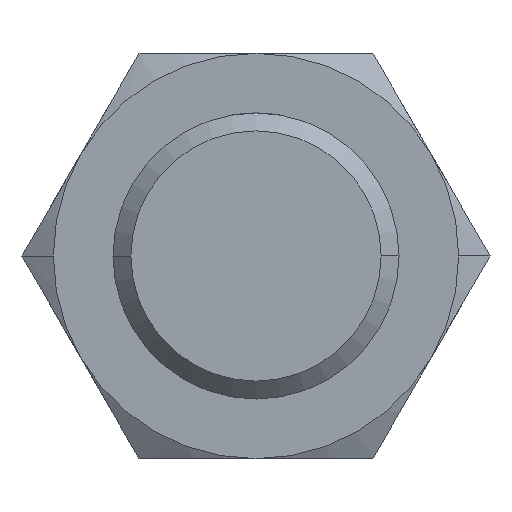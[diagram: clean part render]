
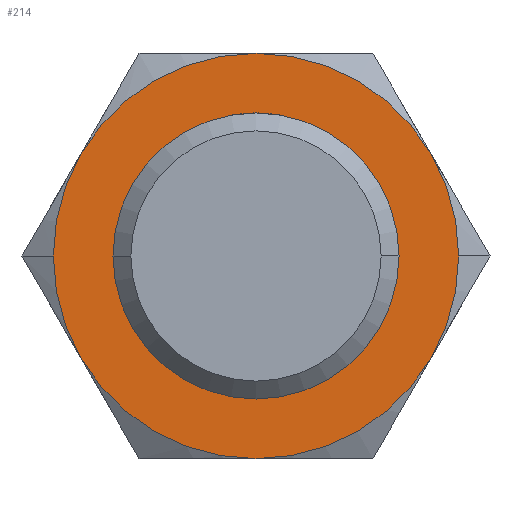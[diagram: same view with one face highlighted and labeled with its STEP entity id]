
A CAD part, front view. The second image highlights one B-rep face of the part: STEP entity #214.
In plain terms, the highlighted planar face has unit normal (0, -1, 0).
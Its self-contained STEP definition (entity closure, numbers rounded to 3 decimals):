
#214=ADVANCED_FACE('',(#340,#341),#342,.T.);
#340=FACE_OUTER_BOUND('',#505,.T.);
#341=FACE_BOUND('',#506,.T.);
#342=PLANE('',#507);
#505=EDGE_LOOP('',(#869,#870,#871,#872,#873,#874,#875,#876));
#506=EDGE_LOOP('',(#877,#878));
#507=AXIS2_PLACEMENT_3D('',#879,#880,#881);
#869=ORIENTED_EDGE('',*,*,#1229,.F.);
#870=ORIENTED_EDGE('',*,*,#1215,.F.);
#871=ORIENTED_EDGE('',*,*,#1218,.F.);
#872=ORIENTED_EDGE('',*,*,#1220,.F.);
#873=ORIENTED_EDGE('',*,*,#1213,.F.);
#874=ORIENTED_EDGE('',*,*,#1224,.F.);
#875=ORIENTED_EDGE('',*,*,#1227,.F.);
#876=ORIENTED_EDGE('',*,*,#1209,.F.);
#877=ORIENTED_EDGE('',*,*,#1249,.T.);
#878=ORIENTED_EDGE('',*,*,#1193,.T.);
#879=CARTESIAN_POINT('',(7.25,-8.0,0.0));
#880=DIRECTION('',(0.0,-1.0,0.0));
#881=DIRECTION('',(-1.0,0.0,0.0));
#1193=EDGE_CURVE('',#1382,#1379,#1383,.T.);
#1209=EDGE_CURVE('',#1409,#1412,#1413,.T.);
#1213=EDGE_CURVE('',#1418,#1416,#1420,.T.);
#1215=EDGE_CURVE('',#1422,#1424,#1425,.T.);
#1218=EDGE_CURVE('',#1428,#1422,#1430,.T.);
#1220=EDGE_CURVE('',#1416,#1428,#1432,.T.);
#1224=EDGE_CURVE('',#1436,#1418,#1438,.T.);
#1227=EDGE_CURVE('',#1412,#1436,#1442,.T.);
#1229=EDGE_CURVE('',#1424,#1409,#1444,.T.);
#1249=EDGE_CURVE('',#1379,#1382,#1472,.T.);
#1379=VERTEX_POINT('',#1688);
#1382=VERTEX_POINT('',#1692);
#1383=CIRCLE('',#1693,6.0);
#1409=VERTEX_POINT('',#1748);
#1412=VERTEX_POINT('',#1752);
#1413=CIRCLE('',#1753,8.5);
#1416=VERTEX_POINT('',#1767);
#1418=VERTEX_POINT('',#1770);
#1420=CIRCLE('',#1783,8.5);
#1422=VERTEX_POINT('',#1785);
#1424=VERTEX_POINT('',#1798);
#1425=CIRCLE('',#1799,8.5);
#1428=VERTEX_POINT('',#1813);
#1430=CIRCLE('',#1826,8.5);
#1432=CIRCLE('',#1839,8.5);
#1436=VERTEX_POINT('',#1865);
#1438=CIRCLE('',#1878,8.5);
#1442=CIRCLE('',#1904,8.5);
#1444=CIRCLE('',#1917,8.5);
#1472=CIRCLE('',#2055,6.0);
#1688=CARTESIAN_POINT('',(6.0,-8.0,0.0));
#1692=CARTESIAN_POINT('',(-6.0,-8.0,0.));
#1693=AXIS2_PLACEMENT_3D('',#2525,#2526,#2527);
#1748=CARTESIAN_POINT('',(8.5,-8.0,0.));
#1752=CARTESIAN_POINT('',(7.361,-8.0,-4.25));
#1753=AXIS2_PLACEMENT_3D('',#2551,#2552,#2553);
#1767=CARTESIAN_POINT('',(-8.5,-8.0,0.));
#1770=CARTESIAN_POINT('',(-7.361,-8.0,-4.25));
#1783=AXIS2_PLACEMENT_3D('',#2555,#2556,#2557);
#1785=CARTESIAN_POINT('',(0.,-8.0,8.5));
#1798=CARTESIAN_POINT('',(7.361,-8.0,4.25));
#1799=AXIS2_PLACEMENT_3D('',#2558,#2559,#2560);
#1813=CARTESIAN_POINT('',(-7.361,-8.0,4.25));
#1826=AXIS2_PLACEMENT_3D('',#2561,#2562,#2563);
#1839=AXIS2_PLACEMENT_3D('',#2564,#2565,#2566);
#1865=CARTESIAN_POINT('',(0.0,-8.0,-8.5));
#1878=AXIS2_PLACEMENT_3D('',#2567,#2568,#2569);
#1904=AXIS2_PLACEMENT_3D('',#2570,#2571,#2572);
#1917=AXIS2_PLACEMENT_3D('',#2573,#2574,#2575);
#2055=AXIS2_PLACEMENT_3D('',#2603,#2604,#2605);
#2525=CARTESIAN_POINT('',(0.0,-8.0,0.0));
#2526=DIRECTION('',(0.0,1.0,0.0));
#2527=DIRECTION('',(1.0,0.0,0.0));
#2551=CARTESIAN_POINT('',(0.0,-8.0,0.0));
#2552=DIRECTION('',(0.0,1.0,0.0));
#2553=DIRECTION('',(1.0,0.0,0.0));
#2555=CARTESIAN_POINT('',(0.0,-8.0,0.0));
#2556=DIRECTION('',(0.0,1.0,0.0));
#2557=DIRECTION('',(1.0,0.0,0.0));
#2558=CARTESIAN_POINT('',(0.0,-8.0,0.0));
#2559=DIRECTION('',(0.0,1.0,0.0));
#2560=DIRECTION('',(1.0,0.0,0.0));
#2561=CARTESIAN_POINT('',(0.0,-8.0,0.0));
#2562=DIRECTION('',(0.0,1.0,0.0));
#2563=DIRECTION('',(1.0,0.0,0.0));
#2564=CARTESIAN_POINT('',(0.0,-8.0,0.0));
#2565=DIRECTION('',(0.0,1.0,0.0));
#2566=DIRECTION('',(1.0,0.0,0.0));
#2567=CARTESIAN_POINT('',(0.0,-8.0,0.0));
#2568=DIRECTION('',(0.0,1.0,0.0));
#2569=DIRECTION('',(1.0,0.0,0.0));
#2570=CARTESIAN_POINT('',(0.0,-8.0,0.0));
#2571=DIRECTION('',(0.0,1.0,0.0));
#2572=DIRECTION('',(1.0,0.0,0.0));
#2573=CARTESIAN_POINT('',(0.0,-8.0,0.0));
#2574=DIRECTION('',(0.0,1.0,0.0));
#2575=DIRECTION('',(1.0,0.0,0.0));
#2603=CARTESIAN_POINT('',(0.0,-8.0,0.0));
#2604=DIRECTION('',(0.0,1.0,0.0));
#2605=DIRECTION('',(1.0,0.0,0.0));
